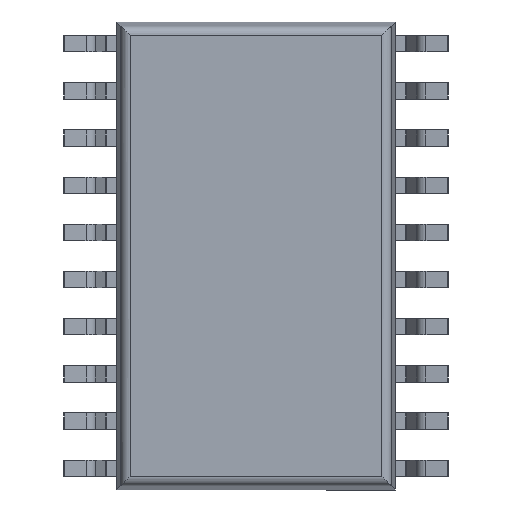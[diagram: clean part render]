
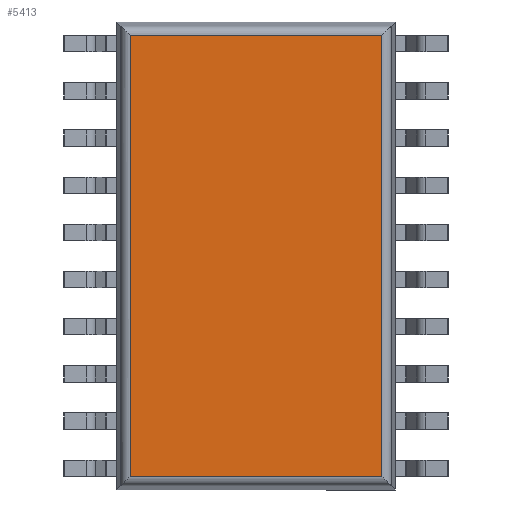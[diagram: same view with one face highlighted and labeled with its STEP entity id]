
A CAD part, front view. The second image highlights one B-rep face of the part: STEP entity #5413.
In plain terms, the highlighted planar face has unit normal (0, -1, 0).
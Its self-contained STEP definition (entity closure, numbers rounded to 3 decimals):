
#123 = LINE ( 'NONE', #3713, #6207 ) ;
#249 = ORIENTED_EDGE ( 'NONE', *, *, #7261, .T. ) ;
#773 = EDGE_LOOP ( 'NONE', ( #3703, #8507, #249, #3658 ) ) ;
#1177 = CARTESIAN_POINT ( 'NONE',  ( 3.389, 0.25, 5.939 ) ) ;
#1316 = DIRECTION ( 'NONE',  ( 0., -1., 0. ) ) ;
#2074 = LINE ( 'NONE', #3236, #5067 ) ;
#2886 = LINE ( 'NONE', #3431, #6481 ) ;
#3163 = VECTOR ( 'NONE', #9502, 1000. ) ;
#3236 = CARTESIAN_POINT ( 'NONE',  ( 3.606, 0.25, -5.939 ) ) ;
#3272 = VERTEX_POINT ( 'NONE', #6752 ) ;
#3349 = EDGE_CURVE ( 'NONE', #4817, #4397, #6145, .T. ) ;
#3431 = CARTESIAN_POINT ( 'NONE',  ( -3.606, 0.25, 5.939 ) ) ;
#3658 = ORIENTED_EDGE ( 'NONE', *, *, #5779, .T. ) ;
#3703 = ORIENTED_EDGE ( 'NONE', *, *, #8066, .T. ) ;
#3713 = CARTESIAN_POINT ( 'NONE',  ( 3.389, 0.25, 6.156 ) ) ;
#4397 = VERTEX_POINT ( 'NONE', #9454 ) ;
#4554 = CARTESIAN_POINT ( 'NONE',  ( -3.389, 0.25, -6.156 ) ) ;
#4817 = VERTEX_POINT ( 'NONE', #7156 ) ;
#5067 = VECTOR ( 'NONE', #7690, 1000. ) ;
#5079 = PLANE ( 'NONE',  #7738 ) ;
#5413 = ADVANCED_FACE ( 'NONE', ( #5493 ), #5079, .T. ) ;
#5493 = FACE_OUTER_BOUND ( 'NONE', #773, .T. ) ;
#5779 = EDGE_CURVE ( 'NONE', #3272, #6530, #123, .T. ) ;
#6145 = LINE ( 'NONE', #4554, #3163 ) ;
#6207 = VECTOR ( 'NONE', #8850, 1000. ) ;
#6481 = VECTOR ( 'NONE', #9278, 1000. ) ;
#6530 = VERTEX_POINT ( 'NONE', #1177 ) ;
#6752 = CARTESIAN_POINT ( 'NONE',  ( 3.389, 0.25, -5.939 ) ) ;
#7156 = CARTESIAN_POINT ( 'NONE',  ( -3.389, 0.25, 5.939 ) ) ;
#7261 = EDGE_CURVE ( 'NONE', #4397, #3272, #2074, .T. ) ;
#7690 = DIRECTION ( 'NONE',  ( 1., 0., 0. ) ) ;
#7738 = AXIS2_PLACEMENT_3D ( 'NONE', #8704, #1316, #9402 ) ;
#8066 = EDGE_CURVE ( 'NONE', #6530, #4817, #2886, .T. ) ;
#8507 = ORIENTED_EDGE ( 'NONE', *, *, #3349, .T. ) ;
#8704 = CARTESIAN_POINT ( 'NONE',  ( 0., 0.25, 0. ) ) ;
#8850 = DIRECTION ( 'NONE',  ( 0., 0., 1. ) ) ;
#9278 = DIRECTION ( 'NONE',  ( -1., 0., 0. ) ) ;
#9402 = DIRECTION ( 'NONE',  ( 0., 0., -1. ) ) ;
#9454 = CARTESIAN_POINT ( 'NONE',  ( -3.389, 0.25, -5.939 ) ) ;
#9502 = DIRECTION ( 'NONE',  ( 0., 0., -1. ) ) ;
